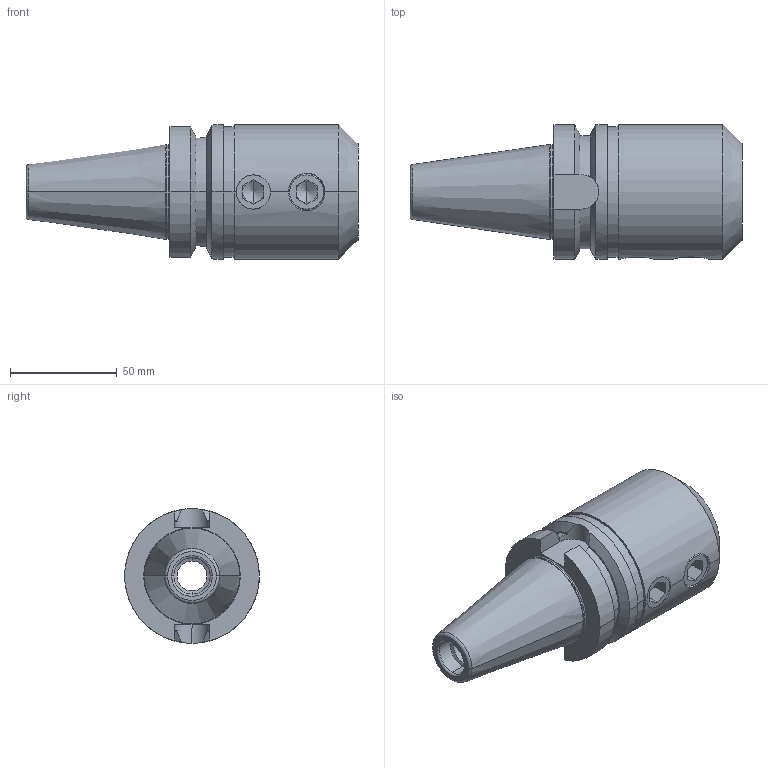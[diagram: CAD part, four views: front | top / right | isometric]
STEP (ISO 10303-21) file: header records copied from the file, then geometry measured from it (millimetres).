
FILE_DESCRIPTION (( 'STEP AP203' ), '1' );
FILE_NAME ('S.B40.0225.90K.STEP', '2018-07-01T21:20:00', ( '' ), ( '' ), 'SwSTEP 2.0', 'SolidWorks 2013', '' );
FILE_SCHEMA (( 'CONFIG_CONTROL_DESIGN' ));
Length unit declared in the file: millimetre
Products named in the file (1): S.B40.0225.90K
Bounding box: 155.4 x 63 x 63 mm (x, y, z)
Volume: 275566.9 mm3; surface area: 44421.9 mm2
Topology: 3 solids, 3 shells, 146 faces, 376 edges, 233 vertices
Faces by surface type: plane 56, cylinder 48, cone 28, torus 12, bspline 2
Entity records: 6655 total; most frequent: CARTESIAN_POINT 3049, DIRECTION 751, ORIENTED_EDGE 736, EDGE_CURVE 368, AXIS2_PLACEMENT_3D 292, VERTEX_POINT 233, VECTOR 167, LINE 167
